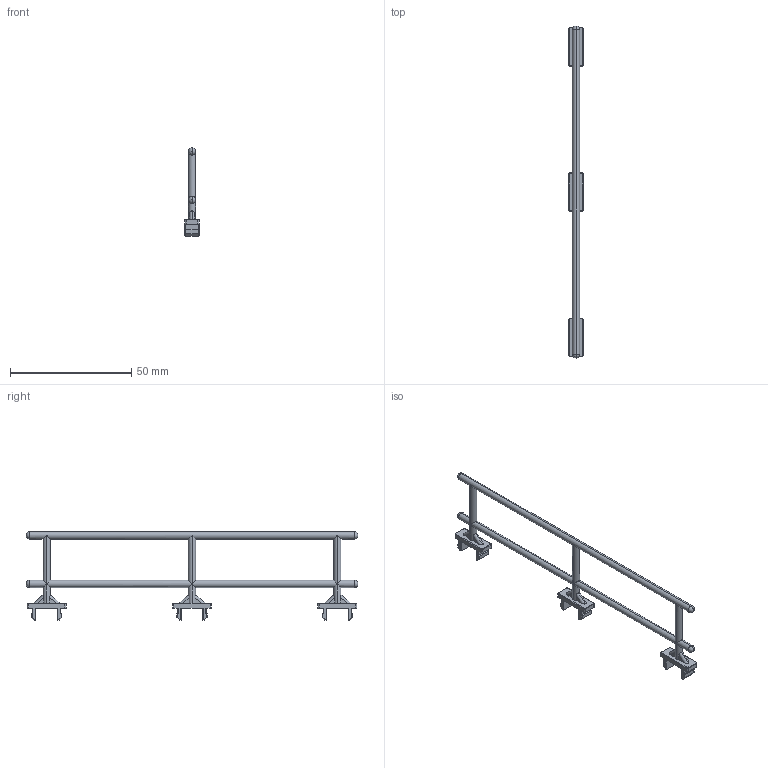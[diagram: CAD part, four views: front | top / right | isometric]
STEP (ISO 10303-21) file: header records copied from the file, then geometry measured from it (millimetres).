
FILE_DESCRIPTION (( 'STEP AP203' ), '1' );
FILE_NAME ('10-10014b.step', '2014-05-12T20:54:32', ( 'Nicholas Morozovsky' ), ( '' ), 'SwSTEP 2.0', 'SolidWorks 2012', '' );
FILE_SCHEMA (( 'CONFIG_CONTROL_DESIGN' ));
Length unit declared in the file: millimetre
Products named in the file (1): 10-10014b
Bounding box: 5.8 x 137 x 36.5 mm (x, y, z)
Volume: 3332.6 mm3; surface area: 4453.7 mm2
Topology: 1 solids, 1 shells, 226 faces, 565 edges, 340 vertices
Faces by surface type: cylinder 130, plane 76, torus 20
Entity records: 6750 total; most frequent: CARTESIAN_POINT 1576, ORIENTED_EDGE 1130, DIRECTION 1019, EDGE_CURVE 565, AXIS2_PLACEMENT_3D 347, VERTEX_POINT 340, LINE 325, VECTOR 325
